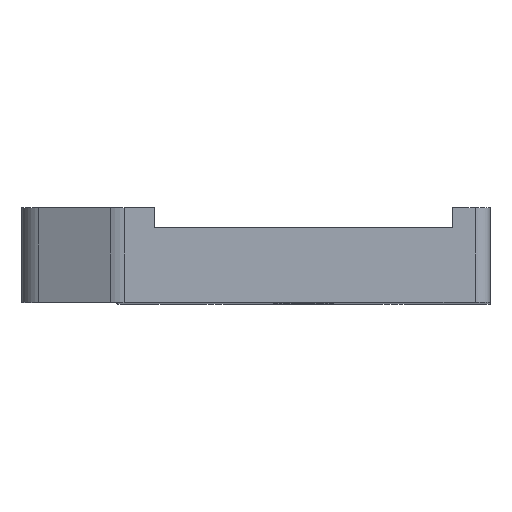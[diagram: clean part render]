
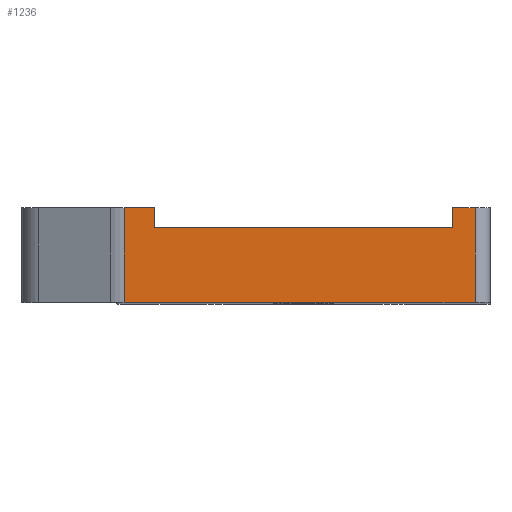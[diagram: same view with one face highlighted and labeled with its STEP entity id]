
A CAD part, top view. The second image highlights one B-rep face of the part: STEP entity #1236.
In plain terms, the highlighted planar face has unit normal (0, 0, 1).
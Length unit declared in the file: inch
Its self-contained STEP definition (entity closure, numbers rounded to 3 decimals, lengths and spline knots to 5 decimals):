
#13 = CARTESIAN_POINT ( 'NONE',  ( 0., 0.25, 11.81102 ) ) ;
#14 = LINE ( 'NONE', #522, #200 ) ;
#37 = CARTESIAN_POINT ( 'NONE',  ( 0., 0.25, 11.81102 ) ) ;
#102 = DIRECTION ( 'NONE',  ( 1., 0., 0. ) ) ;
#107 = LINE ( 'NONE', #13, #1466 ) ;
#144 = DIRECTION ( 'NONE',  ( 0., 1., 0. ) ) ;
#181 = ORIENTED_EDGE ( 'NONE', *, *, #610, .F. ) ;
#200 = VECTOR ( 'NONE', #1333, 39.37008 ) ;
#227 = CARTESIAN_POINT ( 'NONE',  ( 0.94488, 0.25, 11.81102 ) ) ;
#235 = ORIENTED_EDGE ( 'NONE', *, *, #458, .F. ) ;
#238 = LINE ( 'NONE', #37, #1161 ) ;
#242 = EDGE_LOOP ( 'NONE', ( #181, #1190, #331, #235, #1194, #1407, #547, #1049 ) ) ;
#249 = CARTESIAN_POINT ( 'NONE',  ( 0.94488, 0., 11.81102 ) ) ;
#261 = LINE ( 'NONE', #899, #1263 ) ;
#294 = CARTESIAN_POINT ( 'NONE',  ( 0., 0., 11.81102 ) ) ;
#325 = CARTESIAN_POINT ( 'NONE',  ( 0.94488, 0., 11.81102 ) ) ;
#331 = ORIENTED_EDGE ( 'NONE', *, *, #862, .F. ) ;
#348 = VECTOR ( 'NONE', #1430, 39.37008 ) ;
#359 = CARTESIAN_POINT ( 'NONE',  ( 0.01836, 0., 11.81102 ) ) ;
#375 = VERTEX_POINT ( 'NONE', #1097 ) ;
#386 = VECTOR ( 'NONE', #1230, 39.37008 ) ;
#388 = EDGE_CURVE ( 'NONE', #375, #748, #1461, .T. ) ;
#409 = DIRECTION ( 'NONE',  ( 1., 0., 0. ) ) ;
#446 = DIRECTION ( 'NONE',  ( 1., 0., 0. ) ) ;
#458 = EDGE_CURVE ( 'NONE', #551, #1319, #14, .T. ) ;
#519 = CARTESIAN_POINT ( 'NONE',  ( 0.88583, 0.19685, 11.81102 ) ) ;
#522 = CARTESIAN_POINT ( 'NONE',  ( 0.09843, 0., 11.81102 ) ) ;
#532 = LINE ( 'NONE', #852, #348 ) ;
#547 = ORIENTED_EDGE ( 'NONE', *, *, #388, .T. ) ;
#551 = VERTEX_POINT ( 'NONE', #1111 ) ;
#558 = AXIS2_PLACEMENT_3D ( 'NONE', #294, #1088, #409 ) ;
#610 = EDGE_CURVE ( 'NONE', #1285, #804, #238, .T. ) ;
#656 = EDGE_CURVE ( 'NONE', #1138, #551, #107, .T. ) ;
#748 = VERTEX_POINT ( 'NONE', #249 ) ;
#804 = VERTEX_POINT ( 'NONE', #227 ) ;
#811 = DIRECTION ( 'NONE',  ( 1., 0., 0. ) ) ;
#822 = FACE_OUTER_BOUND ( 'NONE', #242, .T. ) ;
#852 = CARTESIAN_POINT ( 'NONE',  ( 0.88583, 0., 11.81102 ) ) ;
#862 = EDGE_CURVE ( 'NONE', #1319, #1363, #261, .T. ) ;
#899 = CARTESIAN_POINT ( 'NONE',  ( 0., 0.19685, 11.81102 ) ) ;
#935 = EDGE_CURVE ( 'NONE', #375, #1138, #1132, .T. ) ;
#972 = PLANE ( 'NONE',  #558 ) ;
#1049 = ORIENTED_EDGE ( 'NONE', *, *, #1425, .F. ) ;
#1052 = LINE ( 'NONE', #325, #386 ) ;
#1088 = DIRECTION ( 'NONE',  ( 0., 0., -1. ) ) ;
#1097 = CARTESIAN_POINT ( 'NONE',  ( 0.01836, 0., 11.81102 ) ) ;
#1099 = CARTESIAN_POINT ( 'NONE',  ( 0.88583, 0.25, 11.81102 ) ) ;
#1108 = CARTESIAN_POINT ( 'NONE',  ( 0.09843, 0.19685, 11.81102 ) ) ;
#1111 = CARTESIAN_POINT ( 'NONE',  ( 0.09843, 0.25, 11.81102 ) ) ;
#1118 = CARTESIAN_POINT ( 'NONE',  ( 0., 0., 11.81102 ) ) ;
#1132 = LINE ( 'NONE', #359, #1241 ) ;
#1138 = VERTEX_POINT ( 'NONE', #1177 ) ;
#1161 = VECTOR ( 'NONE', #1163, 39.37008 ) ;
#1163 = DIRECTION ( 'NONE',  ( 1., 0., 0. ) ) ;
#1177 = CARTESIAN_POINT ( 'NONE',  ( 0.01836, 0.25, 11.81102 ) ) ;
#1190 = ORIENTED_EDGE ( 'NONE', *, *, #1223, .T. ) ;
#1194 = ORIENTED_EDGE ( 'NONE', *, *, #656, .F. ) ;
#1223 = EDGE_CURVE ( 'NONE', #1285, #1363, #532, .T. ) ;
#1230 = DIRECTION ( 'NONE',  ( 0., -1., 0. ) ) ;
#1236 = ADVANCED_FACE ( 'NONE', ( #822 ), #972, .F. ) ;
#1241 = VECTOR ( 'NONE', #144, 39.37008 ) ;
#1260 = VECTOR ( 'NONE', #102, 39.37008 ) ;
#1263 = VECTOR ( 'NONE', #446, 39.37008 ) ;
#1285 = VERTEX_POINT ( 'NONE', #1099 ) ;
#1319 = VERTEX_POINT ( 'NONE', #1108 ) ;
#1333 = DIRECTION ( 'NONE',  ( 0., -1., 0. ) ) ;
#1363 = VERTEX_POINT ( 'NONE', #519 ) ;
#1407 = ORIENTED_EDGE ( 'NONE', *, *, #935, .F. ) ;
#1425 = EDGE_CURVE ( 'NONE', #804, #748, #1052, .T. ) ;
#1430 = DIRECTION ( 'NONE',  ( 0., -1., 0. ) ) ;
#1461 = LINE ( 'NONE', #1118, #1260 ) ;
#1466 = VECTOR ( 'NONE', #811, 39.37008 ) ;
